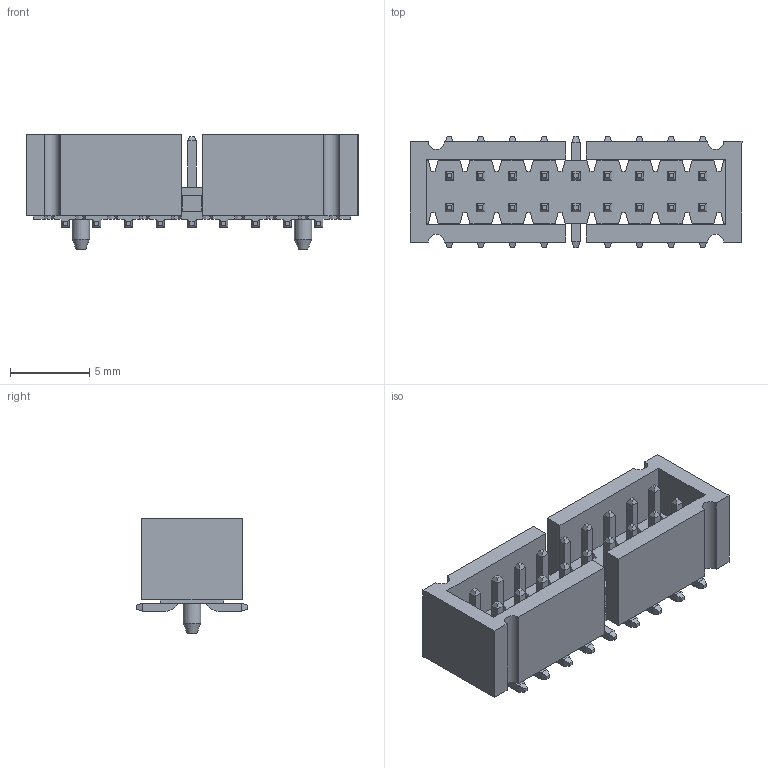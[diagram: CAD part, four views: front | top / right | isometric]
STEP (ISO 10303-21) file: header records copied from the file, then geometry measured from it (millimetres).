
FILE_DESCRIPTION(/* description */ (''),/* implementation_level */ '2;1');
FILE_NAME(/* name */ 'Samtec - TMMH-109-01-G-DV-ES-A.step',/* time_stamp */ '2020-04-29T05:46:30+01:00',/* author */ (''),/* organization */ (''),/* preprocessor_version */ 'ST-DEVELOPER v18.1',/* originating_system */ 'Autodesk Translation Framework v9.2.0.1227',/* authorisation */ '');
FILE_SCHEMA (('AUTOMOTIVE_DESIGN { 1 0 10303 214 3 1 1 }'));
Length unit declared in the file: millimetre
Products named in the file (2): Samtec - TMMH-109-01-G-DV-ES-A; _TMMH-109-01-G-DV-ES-A_pins1
Assembly tree (1 placements, depth 2):
  Samtec - TMMH-109-01-G-DV-ES-A
    _TMMH-109-01-G-DV-ES-A_pins1
Bounding box: 20.92 x 7.04 x 7.24 mm (x, y, z)
Volume: 414.7 mm3; surface area: 1099.2 mm2
Topology: 1 solids, 19 shells, 888 faces, 2274 edges, 1444 vertices
Faces by surface type: plane 844, cylinder 42, cone 2
Full cylindrical faces by diameter (mm): 1.092 x2
Entity records: 26527 total; most frequent: CARTESIAN_POINT 4609, ORIENTED_EDGE 4548, DIRECTION 4180, EDGE_CURVE 2274, LINE 2150, VECTOR 2150, VERTEX_POINT 1444, AXIS2_PLACEMENT_3D 1015
